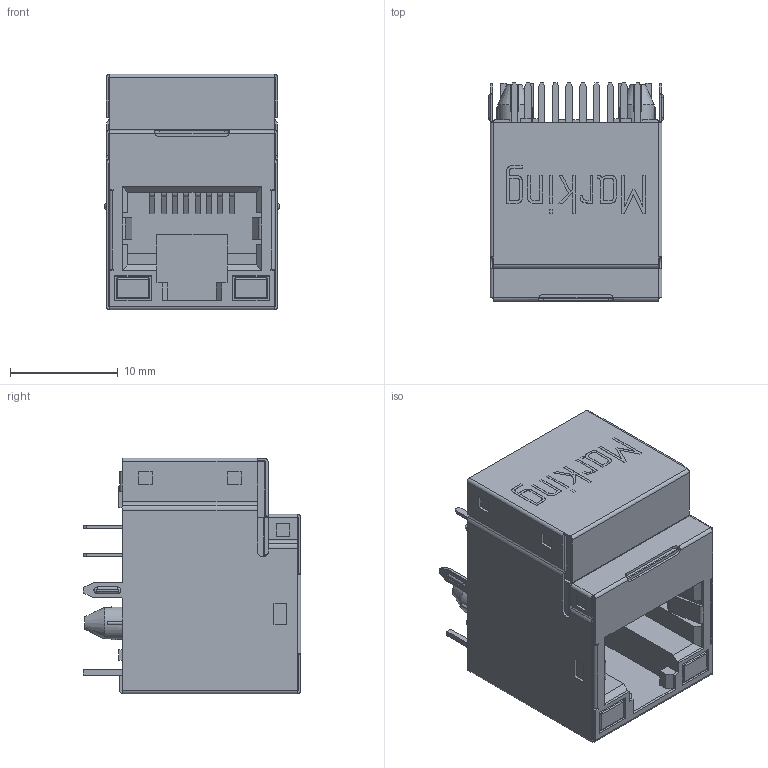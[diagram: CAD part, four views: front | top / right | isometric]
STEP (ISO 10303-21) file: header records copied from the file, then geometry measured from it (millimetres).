
FILE_DESCRIPTION( ( 'Unknown' ), '1' );
FILE_NAME( '7499210123.stp', 'Unknown', ( 'Unknown' ), ( 'Unknown' ), 'PSStep 17.0.49', 'Unknown', ' ' );
FILE_SCHEMA( ( 'AUTOMOTIVE_DESIGN { 1 0 10303 214 1 1 1 1 }' ) );
Length unit declared in the file: millimetre
Products named in the file (5): Assem1; Shielding; Insulator
Assembly tree (4 placements, depth 2):
  Assem1
    Shielding
    Insulator
    Insulator
    Insulator
Bounding box: 16.2 x 20.2 x 21.84 mm (x, y, z)
Volume: 4329.6 mm3; surface area: 6050.7 mm2
Topology: 4 solids, 4 shells, 744 faces, 1975 edges, 1258 vertices
Faces by surface type: plane 523, cylinder 169, sphere 22, extrusion 14, bspline 6, torus 6, cone 4
Full cylindrical faces by diameter (mm): 3.05 x2
Entity records: 29069 total; most frequent: CARTESIAN_POINT 4662, ORIENTED_EDGE 3898, DIRECTION 3639, EDGE_CURVE 1949, VECTOR 1469, LINE 1455, VERTEX_POINT 1256, AXIS2_PLACEMENT_3D 1085
